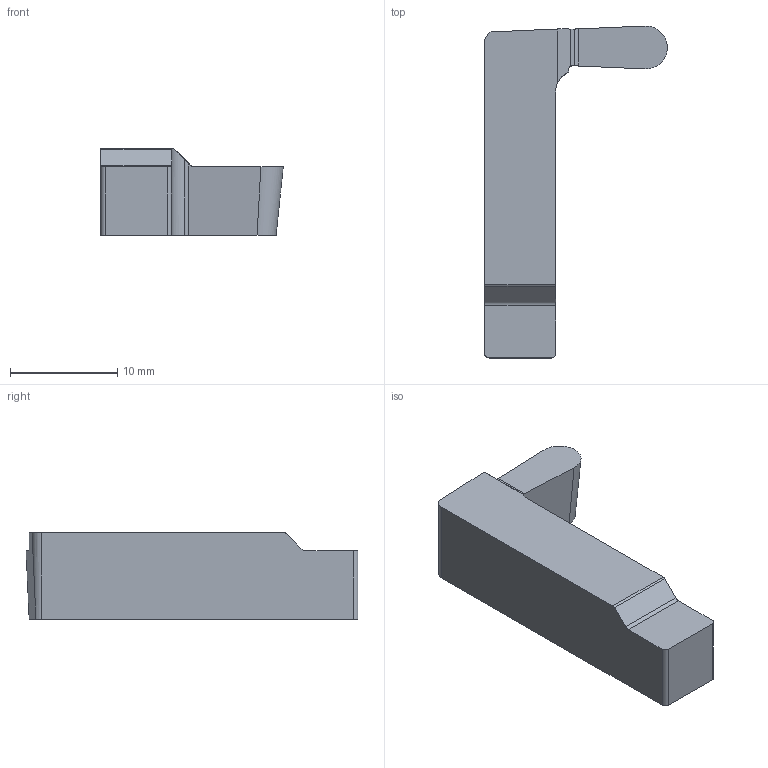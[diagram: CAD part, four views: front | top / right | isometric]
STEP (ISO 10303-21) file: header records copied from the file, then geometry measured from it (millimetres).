
FILE_DESCRIPTION(/* description */ (''),/* implementation_level */ '2;1');
FILE_NAME(/* name */ 'aaa323660_b.stp',/* time_stamp */ '2019-03-08T08:41:40+01:00',/* author */ (''),/* organization */ ('SMS'),/* preprocessor_version */ 'ST-DEVELOPER v15',/* originating_system */ 'SIEMENS PLM Software NX 8.5',/* authorisation */ '');
FILE_SCHEMA (('AUTOMOTIVE_DESIGN { 1 0 10303 214 3 1 1 1 }'));
Length unit declared in the file: millimetre
Products named in the file (1): AAA323660_B
Bounding box: 17 x 30.9 x 8.08 mm (x, y, z)
Volume: 1777.1 mm3; surface area: 1150.2 mm2
Topology: 1 solids, 1 shells, 22 faces, 61 edges, 43 vertices
Faces by surface type: plane 13, cylinder 8, bspline 1
Entity records: 984 total; most frequent: CARTESIAN_POINT 349, DIRECTION 125, ORIENTED_EDGE 120, EDGE_CURVE 60, AXIS2_PLACEMENT_3D 44, VERTEX_POINT 40, LINE 37, VECTOR 37
